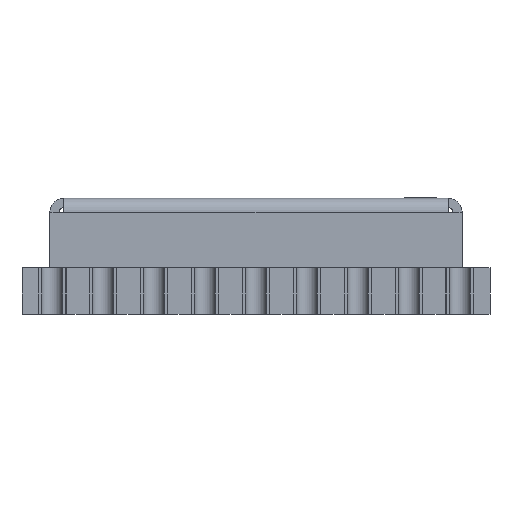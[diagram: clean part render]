
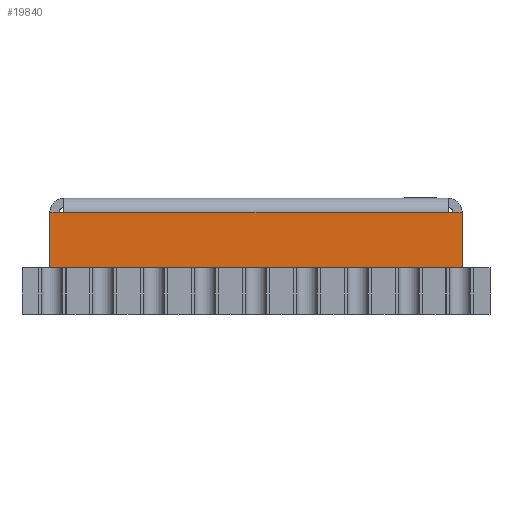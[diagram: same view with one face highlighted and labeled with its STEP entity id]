
A CAD part, left-side view. The second image highlights one B-rep face of the part: STEP entity #19840.
In plain terms, the highlighted planar face has unit normal (-1, 0, 0).
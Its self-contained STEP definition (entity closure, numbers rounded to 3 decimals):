
#872 = ORIENTED_EDGE ( 'NONE', *, *, #3810, .F. ) ;
#1289 = DIRECTION ( 'NONE',  ( 0., 0., 1. ) ) ;
#2714 = FACE_OUTER_BOUND ( 'NONE', #14685, .T. ) ;
#2890 = EDGE_CURVE ( 'NONE', #12976, #7921, #9247, .T. ) ;
#3105 = LINE ( 'NONE', #18123, #12305 ) ;
#3810 = EDGE_CURVE ( 'NONE', #17853, #21203, #12547, .T. ) ;
#4290 = VERTEX_POINT ( 'NONE', #16312 ) ;
#4393 = EDGE_CURVE ( 'NONE', #12976, #17853, #7149, .T. ) ;
#5609 = LINE ( 'NONE', #11366, #23718 ) ;
#6469 = LINE ( 'NONE', #12506, #17771 ) ;
#7149 = LINE ( 'NONE', #13187, #10082 ) ;
#7921 = VERTEX_POINT ( 'NONE', #13924 ) ;
#8229 = PLANE ( 'NONE',  #23446 ) ;
#8836 = VECTOR ( 'NONE', #14557, 1000. ) ;
#9247 = LINE ( 'NONE', #16759, #8836 ) ;
#10082 = VECTOR ( 'NONE', #14674, 1000. ) ;
#10487 = CARTESIAN_POINT ( 'NONE',  ( -4.25, 0., 0. ) ) ;
#10567 = EDGE_CURVE ( 'NONE', #4290, #24008, #3105, .T. ) ;
#11366 = CARTESIAN_POINT ( 'NONE',  ( -4.25, -4.45, 2.2 ) ) ;
#11514 = EDGE_CURVE ( 'NONE', #7921, #4290, #6469, .T. ) ;
#12050 = ORIENTED_EDGE ( 'NONE', *, *, #4393, .F. ) ;
#12188 = DIRECTION ( 'NONE',  ( 1., 0., 0. ) ) ;
#12226 = EDGE_CURVE ( 'NONE', #21203, #24008, #5609, .T. ) ;
#12255 = DIRECTION ( 'NONE',  ( 0., -1., 0. ) ) ;
#12305 = VECTOR ( 'NONE', #1289, 1000. ) ;
#12407 = ORIENTED_EDGE ( 'NONE', *, *, #12226, .F. ) ;
#12489 = CARTESIAN_POINT ( 'NONE',  ( -4.25, -4.15, 2.2 ) ) ;
#12506 = CARTESIAN_POINT ( 'NONE',  ( -4.25, 0., 1. ) ) ;
#12547 = LINE ( 'NONE', #20176, #23016 ) ;
#12976 = VERTEX_POINT ( 'NONE', #18292 ) ;
#13187 = CARTESIAN_POINT ( 'NONE',  ( -4.25, -4.45, 2.2 ) ) ;
#13924 = CARTESIAN_POINT ( 'NONE',  ( -4.25, 4.45, 1. ) ) ;
#14557 = DIRECTION ( 'NONE',  ( 0., 0., -1. ) ) ;
#14674 = DIRECTION ( 'NONE',  ( 0., -1., 0. ) ) ;
#14685 = EDGE_LOOP ( 'NONE', ( #12050, #24221, #16649, #17863, #12407, #872 ) ) ;
#15105 = DIRECTION ( 'NONE',  ( 0., -1., 0. ) ) ;
#16312 = CARTESIAN_POINT ( 'NONE',  ( -4.25, -4.45, 1. ) ) ;
#16495 = CARTESIAN_POINT ( 'NONE',  ( -4.25, 4.15, 2.2 ) ) ;
#16649 = ORIENTED_EDGE ( 'NONE', *, *, #11514, .T. ) ;
#16759 = CARTESIAN_POINT ( 'NONE',  ( -4.25, 4.45, 0. ) ) ;
#17519 = CARTESIAN_POINT ( 'NONE',  ( -4.25, -4.45, 2.2 ) ) ;
#17771 = VECTOR ( 'NONE', #12255, 1000. ) ;
#17853 = VERTEX_POINT ( 'NONE', #16495 ) ;
#17863 = ORIENTED_EDGE ( 'NONE', *, *, #10567, .T. ) ;
#18123 = CARTESIAN_POINT ( 'NONE',  ( -4.25, -4.45, 0. ) ) ;
#18292 = CARTESIAN_POINT ( 'NONE',  ( -4.25, 4.45, 2.2 ) ) ;
#19840 = ADVANCED_FACE ( 'NONE', ( #2714 ), #8229, .F. ) ;
#20176 = CARTESIAN_POINT ( 'NONE',  ( -4.25, -4.45, 2.2 ) ) ;
#20412 = DIRECTION ( 'NONE',  ( 0., -1., 0. ) ) ;
#21203 = VERTEX_POINT ( 'NONE', #12489 ) ;
#23016 = VECTOR ( 'NONE', #20412, 1000. ) ;
#23446 = AXIS2_PLACEMENT_3D ( 'NONE', #10487, #12188, #23532 ) ;
#23532 = DIRECTION ( 'NONE',  ( 0., 0., -1. ) ) ;
#23718 = VECTOR ( 'NONE', #15105, 1000. ) ;
#24008 = VERTEX_POINT ( 'NONE', #17519 ) ;
#24221 = ORIENTED_EDGE ( 'NONE', *, *, #2890, .T. ) ;
